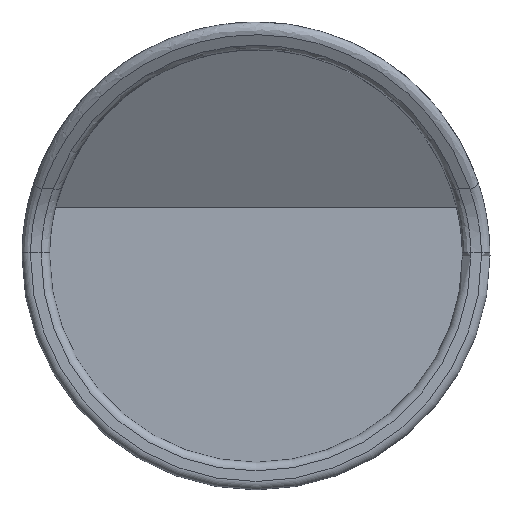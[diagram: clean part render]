
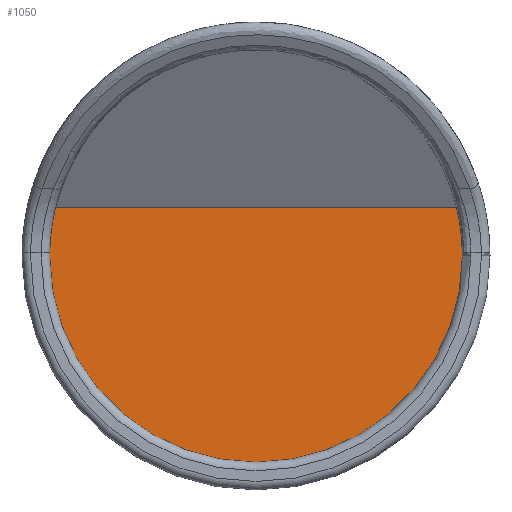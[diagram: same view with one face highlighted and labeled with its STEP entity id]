
A CAD part, front view. The second image highlights one B-rep face of the part: STEP entity #1050.
In plain terms, the highlighted planar face has unit normal (0, -1, 0).
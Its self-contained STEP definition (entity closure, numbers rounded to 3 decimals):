
#1011=CARTESIAN_POINT('Axis2P3D Location',(0.,0.,-24.25)) ;
#1016=CARTESIAN_POINT('Axis2P3D Location',(0.,0.,0.)) ;
#1020=CARTESIAN_POINT('Vertex',(24.25,0.,0.)) ;
#1022=CARTESIAN_POINT('Vertex',(-24.25,0.,0.)) ;
#1025=CARTESIAN_POINT('Axis2P3D Location',(0.,0.,0.)) ;
#1029=CARTESIAN_POINT('Vertex',(23.558,0.,5.75)) ;
#1032=CARTESIAN_POINT('Line Origine',(0.,0.,5.75)) ;
#1036=CARTESIAN_POINT('Vertex',(-23.558,0.,5.75)) ;
#1039=CARTESIAN_POINT('Axis2P3D Location',(0.,0.,0.)) ;
#1012=DIRECTION('Axis2P3D Direction',(0.,1.,0.)) ;
#1013=DIRECTION('Axis2P3D XDirection',(0.,0.,1.)) ;
#1017=DIRECTION('Axis2P3D Direction',(0.,1.,0.)) ;
#1026=DIRECTION('Axis2P3D Direction',(0.,1.,0.)) ;
#1033=DIRECTION('Vector Direction',(1.,0.,0.)) ;
#1040=DIRECTION('Axis2P3D Direction',(0.,1.,0.)) ;
#1014=AXIS2_PLACEMENT_3D('Plane Axis2P3D',#1011,#1012,#1013) ;
#1018=AXIS2_PLACEMENT_3D('Circle Axis2P3D',#1016,#1017,$) ;
#1027=AXIS2_PLACEMENT_3D('Circle Axis2P3D',#1025,#1026,$) ;
#1041=AXIS2_PLACEMENT_3D('Circle Axis2P3D',#1039,#1040,$) ;
#1045=ORIENTED_EDGE('',*,*,#1024,.F.) ;
#1046=ORIENTED_EDGE('',*,*,#1031,.F.) ;
#1047=ORIENTED_EDGE('',*,*,#1038,.F.) ;
#1048=ORIENTED_EDGE('',*,*,#1043,.F.) ;
#1034=VECTOR('Line Direction',#1033,1.) ;
#1050=ADVANCED_FACE('PartBody',(#1049),#1015,.F.) ;
#1019=CIRCLE('generated circle',#1018,24.25) ;
#1028=CIRCLE('generated circle',#1027,24.25) ;
#1042=CIRCLE('generated circle',#1041,24.25) ;
#1024=EDGE_CURVE('',#1021,#1023,#1019,.T.) ;
#1031=EDGE_CURVE('',#1030,#1021,#1028,.T.) ;
#1038=EDGE_CURVE('',#1037,#1030,#1035,.T.) ;
#1043=EDGE_CURVE('',#1023,#1037,#1042,.T.) ;
#1044=EDGE_LOOP('',(#1045,#1046,#1047,#1048)) ;
#1049=FACE_OUTER_BOUND('',#1044,.T.) ;
#1035=LINE('Line',#1032,#1034) ;
#1015=PLANE('',#1014) ;
#1021=VERTEX_POINT('',#1020) ;
#1023=VERTEX_POINT('',#1022) ;
#1030=VERTEX_POINT('',#1029) ;
#1037=VERTEX_POINT('',#1036) ;
